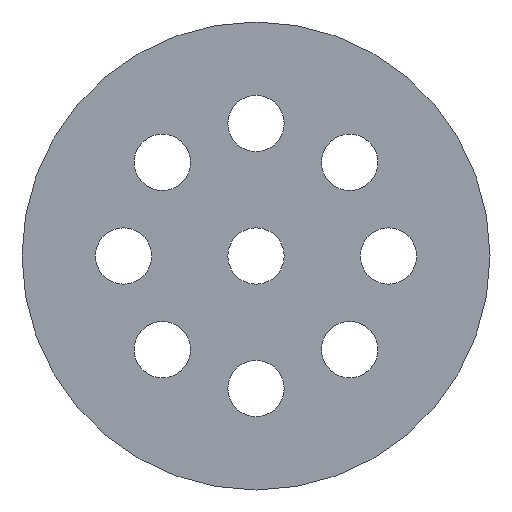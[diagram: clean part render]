
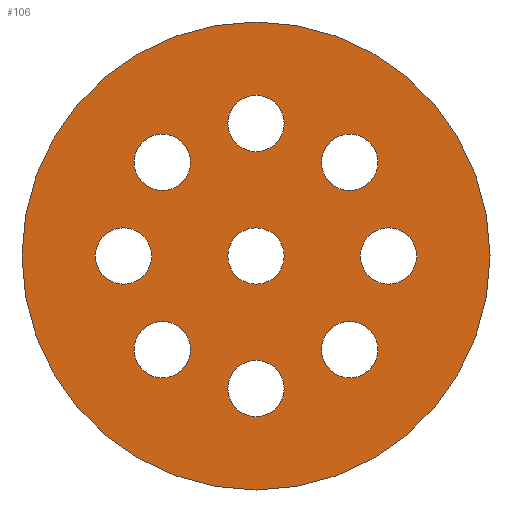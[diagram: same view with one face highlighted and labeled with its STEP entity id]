
A CAD part, left-side view. The second image highlights one B-rep face of the part: STEP entity #106.
In plain terms, the highlighted planar face has unit normal (-1, 0, 0).
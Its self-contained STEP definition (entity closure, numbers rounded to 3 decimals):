
#106 = ADVANCED_FACE( '', ( #239, #240, #241, #242, #243, #244, #245, #246, #247, #248 ), #249, .F. );
#239 = FACE_BOUND( '', #390, .T. );
#240 = FACE_BOUND( '', #391, .T. );
#241 = FACE_BOUND( '', #392, .T. );
#242 = FACE_BOUND( '', #393, .T. );
#243 = FACE_BOUND( '', #394, .T. );
#244 = FACE_BOUND( '', #395, .T. );
#245 = FACE_BOUND( '', #396, .T. );
#246 = FACE_BOUND( '', #397, .T. );
#247 = FACE_BOUND( '', #398, .T. );
#248 = FACE_OUTER_BOUND( '', #399, .T. );
#249 = PLANE( '', #400 );
#390 = EDGE_LOOP( '', ( #659 ) );
#391 = EDGE_LOOP( '', ( #660 ) );
#392 = EDGE_LOOP( '', ( #661 ) );
#393 = EDGE_LOOP( '', ( #662 ) );
#394 = EDGE_LOOP( '', ( #663 ) );
#395 = EDGE_LOOP( '', ( #664 ) );
#396 = EDGE_LOOP( '', ( #665 ) );
#397 = EDGE_LOOP( '', ( #666 ) );
#398 = EDGE_LOOP( '', ( #667 ) );
#399 = EDGE_LOOP( '', ( #668 ) );
#400 = AXIS2_PLACEMENT_3D( '', #669, #670, #671 );
#659 = ORIENTED_EDGE( '', *, *, #869, .T. );
#660 = ORIENTED_EDGE( '', *, *, #892, .T. );
#661 = ORIENTED_EDGE( '', *, *, #893, .T. );
#662 = ORIENTED_EDGE( '', *, *, #886, .T. );
#663 = ORIENTED_EDGE( '', *, *, #864, .T. );
#664 = ORIENTED_EDGE( '', *, *, #884, .T. );
#665 = ORIENTED_EDGE( '', *, *, #871, .T. );
#666 = ORIENTED_EDGE( '', *, *, #879, .T. );
#667 = ORIENTED_EDGE( '', *, *, #862, .T. );
#668 = ORIENTED_EDGE( '', *, *, #894, .F. );
#669 = CARTESIAN_POINT( '', ( 0., 0., 0. ) );
#670 = DIRECTION( '', ( 1., 0., 0. ) );
#671 = DIRECTION( '', ( 0., 0., -1. ) );
#862 = EDGE_CURVE( '', #1050, #1050, #1051, .T. );
#864 = EDGE_CURVE( '', #1053, #1053, #1054, .T. );
#869 = EDGE_CURVE( '', #1059, #1059, #1060, .T. );
#871 = EDGE_CURVE( '', #1062, #1062, #1063, .T. );
#879 = EDGE_CURVE( '', #1071, #1071, #1072, .T. );
#884 = EDGE_CURVE( '', #1077, #1077, #1078, .T. );
#886 = EDGE_CURVE( '', #1080, #1080, #1081, .T. );
#892 = EDGE_CURVE( '', #1087, #1087, #1088, .T. );
#893 = EDGE_CURVE( '', #1089, #1089, #1090, .T. );
#894 = EDGE_CURVE( '', #1091, #1091, #1092, .T. );
#1050 = VERTEX_POINT( '', #1285 );
#1051 = CIRCLE( '', #1286, 1. );
#1053 = VERTEX_POINT( '', #1288 );
#1054 = CIRCLE( '', #1289, 1. );
#1059 = VERTEX_POINT( '', #1296 );
#1060 = CIRCLE( '', #1297, 1. );
#1062 = VERTEX_POINT( '', #1299 );
#1063 = CIRCLE( '', #1300, 1. );
#1071 = VERTEX_POINT( '', #1312 );
#1072 = CIRCLE( '', #1313, 1. );
#1077 = VERTEX_POINT( '', #1319 );
#1078 = CIRCLE( '', #1320, 1. );
#1080 = VERTEX_POINT( '', #1322 );
#1081 = CIRCLE( '', #1323, 1. );
#1087 = VERTEX_POINT( '', #1331 );
#1088 = CIRCLE( '', #1332, 1. );
#1089 = VERTEX_POINT( '', #1333 );
#1090 = CIRCLE( '', #1334, 1. );
#1091 = VERTEX_POINT( '', #1335 );
#1092 = CIRCLE( '', #1336, 8.3 );
#1285 = CARTESIAN_POINT( '', ( 0., 0., -5.7 ) );
#1286 = AXIS2_PLACEMENT_3D( '', #1491, #1492, #1493 );
#1288 = CARTESIAN_POINT( '', ( 0., -4.7, -1. ) );
#1289 = AXIS2_PLACEMENT_3D( '', #1494, #1495, #1496 );
#1296 = CARTESIAN_POINT( '', ( 0., 0., 3.7 ) );
#1297 = AXIS2_PLACEMENT_3D( '', #1499, #1500, #1501 );
#1299 = CARTESIAN_POINT( '', ( 0., 3.323, -4.323 ) );
#1300 = AXIS2_PLACEMENT_3D( '', #1502, #1503, #1504 );
#1312 = CARTESIAN_POINT( '', ( 0., -3.323, -4.323 ) );
#1313 = AXIS2_PLACEMENT_3D( '', #1509, #1510, #1511 );
#1319 = CARTESIAN_POINT( '', ( 0., 4.7, -1. ) );
#1320 = AXIS2_PLACEMENT_3D( '', #1513, #1514, #1515 );
#1322 = CARTESIAN_POINT( '', ( 0., 0., -1. ) );
#1323 = AXIS2_PLACEMENT_3D( '', #1516, #1517, #1518 );
#1331 = CARTESIAN_POINT( '', ( 0., -3.323, 2.323 ) );
#1332 = AXIS2_PLACEMENT_3D( '', #1521, #1522, #1523 );
#1333 = CARTESIAN_POINT( '', ( 0., 3.323, 2.323 ) );
#1334 = AXIS2_PLACEMENT_3D( '', #1524, #1525, #1526 );
#1335 = CARTESIAN_POINT( '', ( 0., 0., -8.3 ) );
#1336 = AXIS2_PLACEMENT_3D( '', #1527, #1528, #1529 );
#1491 = CARTESIAN_POINT( '', ( 0., 0., -4.7 ) );
#1492 = DIRECTION( '', ( 1., 0., 0. ) );
#1493 = DIRECTION( '', ( 0., 0., -1. ) );
#1494 = CARTESIAN_POINT( '', ( 0., -4.7, 0. ) );
#1495 = DIRECTION( '', ( 1., 0., 0. ) );
#1496 = DIRECTION( '', ( 0., 0., -1. ) );
#1499 = CARTESIAN_POINT( '', ( 0., 0., 4.7 ) );
#1500 = DIRECTION( '', ( 1., 0., 0. ) );
#1501 = DIRECTION( '', ( 0., 0., -1. ) );
#1502 = CARTESIAN_POINT( '', ( 0., 3.323, -3.323 ) );
#1503 = DIRECTION( '', ( 1., 0., 0. ) );
#1504 = DIRECTION( '', ( 0., 0., -1. ) );
#1509 = CARTESIAN_POINT( '', ( 0., -3.323, -3.323 ) );
#1510 = DIRECTION( '', ( 1., 0., 0. ) );
#1511 = DIRECTION( '', ( 0., 0., -1. ) );
#1513 = CARTESIAN_POINT( '', ( 0., 4.7, 0. ) );
#1514 = DIRECTION( '', ( 1., 0., 0. ) );
#1515 = DIRECTION( '', ( 0., 0., -1. ) );
#1516 = CARTESIAN_POINT( '', ( 0., 0., 0. ) );
#1517 = DIRECTION( '', ( 1., 0., 0. ) );
#1518 = DIRECTION( '', ( 0., 0., -1. ) );
#1521 = CARTESIAN_POINT( '', ( 0., -3.323, 3.323 ) );
#1522 = DIRECTION( '', ( 1., 0., 0. ) );
#1523 = DIRECTION( '', ( 0., 0., -1. ) );
#1524 = CARTESIAN_POINT( '', ( 0., 3.323, 3.323 ) );
#1525 = DIRECTION( '', ( 1., 0., 0. ) );
#1526 = DIRECTION( '', ( 0., 0., -1. ) );
#1527 = CARTESIAN_POINT( '', ( 0., 0., 0. ) );
#1528 = DIRECTION( '', ( 1., 0., 0. ) );
#1529 = DIRECTION( '', ( 0., 0., -1. ) );
